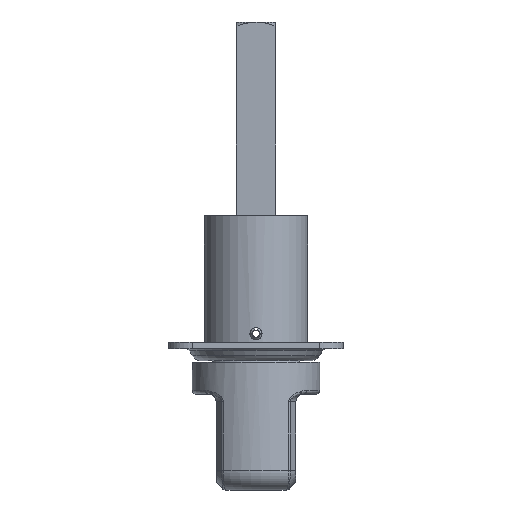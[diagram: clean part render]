
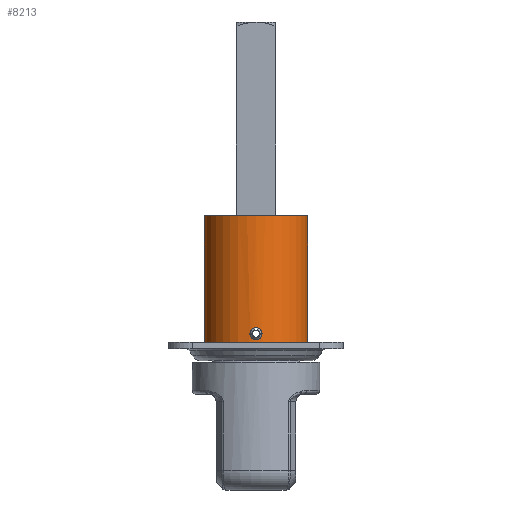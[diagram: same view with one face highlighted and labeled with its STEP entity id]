
A CAD part, front view. The second image highlights one B-rep face of the part: STEP entity #8213.
In plain terms, the highlighted cylindrical face has radius 20.574 mm (diameter 41.148 mm), a full revolution.
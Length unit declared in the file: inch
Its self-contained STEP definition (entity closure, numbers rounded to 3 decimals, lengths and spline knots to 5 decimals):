
#232=FACE_BOUND('',#1317,.T.);
#233=FACE_BOUND('',#1318,.T.);
#574=CIRCLE('',#8909,0.81);
#582=CIRCLE('',#8921,0.81);
#825=FACE_OUTER_BOUND('',#1316,.T.);
#1316=EDGE_LOOP('',(#5751,#5752,#5753,#5754));
#1317=EDGE_LOOP('',(#5755,#5756));
#1318=EDGE_LOOP('',(#5757,#5758));
#1870=LINE('',#11906,#2669);
#2669=VECTOR('',#9674,0.81);
#3435=B_SPLINE_CURVE_WITH_KNOTS('',3,(#11685,#11686,#11687,#11688,#11689,
#11690,#11691,#11692,#11693,#11694,#11695,#11696,#11697,#11698,#11699,#11700,
#11701,#11702),.UNSPECIFIED.,.F.,.F.,(4,2,2,2,2,2,2,2,4),(0.,0.09074,
0.18149,0.27223,0.36298,0.45372,
0.54447,0.63521,0.72596),.UNSPECIFIED.);
#3436=B_SPLINE_CURVE_WITH_KNOTS('',3,(#11703,#11704,#11705,#11706,#11707,
#11708,#11709,#11710,#11711,#11712,#11713,#11714,#11715,#11716,#11717,#11718,
#11719,#11720),.UNSPECIFIED.,.F.,.F.,(4,2,2,2,2,2,2,2,4),(0.72596,
0.8167,0.90745,0.99819,1.08893,
1.17968,1.27042,1.36117,1.45191),
 .UNSPECIFIED.);
#3437=B_SPLINE_CURVE_WITH_KNOTS('',3,(#11724,#11725,#11726,#11727,#11728,
#11729,#11730,#11731,#11732,#11733,#11734,#11735,#11736,#11737,#11738,#11739,
#11740,#11741),.UNSPECIFIED.,.F.,.F.,(4,2,2,2,2,2,2,2,4),(0.,0.09074,
0.18149,0.27223,0.36298,0.45372,
0.54447,0.63521,0.72596),.UNSPECIFIED.);
#3438=B_SPLINE_CURVE_WITH_KNOTS('',3,(#11742,#11743,#11744,#11745,#11746,
#11747,#11748,#11749,#11750,#11751,#11752,#11753,#11754,#11755,#11756,#11757,
#11758,#11759),.UNSPECIFIED.,.F.,.F.,(4,2,2,2,2,2,2,2,4),(0.72596,
0.8167,0.90745,0.99819,1.08893,
1.17968,1.27042,1.36117,1.45191),
 .UNSPECIFIED.);
#3620=VERTEX_POINT('',#11682);
#3621=VERTEX_POINT('',#11684);
#3622=VERTEX_POINT('',#11722);
#3623=VERTEX_POINT('',#11723);
#3629=VERTEX_POINT('',#11809);
#3636=VERTEX_POINT('',#11830);
#4418=EDGE_CURVE('',#3621,#3620,#3435,.T.);
#4419=EDGE_CURVE('',#3620,#3621,#3436,.T.);
#4420=EDGE_CURVE('',#3622,#3623,#3437,.T.);
#4421=EDGE_CURVE('',#3623,#3622,#3438,.T.);
#4430=EDGE_CURVE('',#3629,#3629,#574,.T.);
#4440=EDGE_CURVE('',#3636,#3636,#582,.T.);
#4477=EDGE_CURVE('',#3629,#3636,#1870,.T.);
#5751=ORIENTED_EDGE('',*,*,#4430,.T.);
#5752=ORIENTED_EDGE('',*,*,#4477,.T.);
#5753=ORIENTED_EDGE('',*,*,#4440,.F.);
#5754=ORIENTED_EDGE('',*,*,#4477,.F.);
#5755=ORIENTED_EDGE('',*,*,#4418,.T.);
#5756=ORIENTED_EDGE('',*,*,#4419,.T.);
#5757=ORIENTED_EDGE('',*,*,#4420,.T.);
#5758=ORIENTED_EDGE('',*,*,#4421,.T.);
#8121=CYLINDRICAL_SURFACE('',#8943,0.81);
#8213=ADVANCED_FACE('',(#825,#232,#233),#8121,.T.);
#8909=AXIS2_PLACEMENT_3D('',#11810,#9574,#9575);
#8921=AXIS2_PLACEMENT_3D('',#11831,#9600,#9601);
#8943=AXIS2_PLACEMENT_3D('',#11905,#9672,#9673);
#9574=DIRECTION('center_axis',(0.,0.,-1.));
#9575=DIRECTION('ref_axis',(-1.,0.,0.));
#9600=DIRECTION('center_axis',(0.,0.,-1.));
#9601=DIRECTION('ref_axis',(-1.,0.,0.));
#9672=DIRECTION('center_axis',(0.,0.,1.));
#9673=DIRECTION('ref_axis',(-1.,0.,0.));
#9674=DIRECTION('',(0.,0.,-1.));
#11682=CARTESIAN_POINT('',(-0.09475,-0.80444,0.31));
#11684=CARTESIAN_POINT('',(0.09475,-0.80444,0.31));
#11685=CARTESIAN_POINT('Ctrl Pts',(0.09475,-0.80444,0.31));
#11686=CARTESIAN_POINT('Ctrl Pts',(0.09475,-0.80444,0.29809));
#11687=CARTESIAN_POINT('Ctrl Pts',(0.09237,-0.80473,
0.2854));
#11688=CARTESIAN_POINT('Ctrl Pts',(0.08269,-0.80578,
0.26206));
#11689=CARTESIAN_POINT('Ctrl Pts',(0.0754,-0.80653,
0.25141));
#11690=CARTESIAN_POINT('Ctrl Pts',(0.05859,-0.80792,
0.2346));
#11691=CARTESIAN_POINT('Ctrl Pts',(0.04795,-0.80866,
0.22731));
#11692=CARTESIAN_POINT('Ctrl Pts',(0.0246,-0.80971,
0.21763));
#11693=CARTESIAN_POINT('Ctrl Pts',(0.01191,-0.81,0.21525));
#11694=CARTESIAN_POINT('Ctrl Pts',(-0.01191,-0.81,0.21525));
#11695=CARTESIAN_POINT('Ctrl Pts',(-0.0246,-0.80971,
0.21763));
#11696=CARTESIAN_POINT('Ctrl Pts',(-0.04795,-0.80866,
0.22731));
#11697=CARTESIAN_POINT('Ctrl Pts',(-0.05859,-0.80792,
0.2346));
#11698=CARTESIAN_POINT('Ctrl Pts',(-0.0754,-0.80653,
0.25141));
#11699=CARTESIAN_POINT('Ctrl Pts',(-0.08269,-0.80578,
0.26206));
#11700=CARTESIAN_POINT('Ctrl Pts',(-0.09237,-0.80473,
0.2854));
#11701=CARTESIAN_POINT('Ctrl Pts',(-0.09475,-0.80444,0.29809));
#11702=CARTESIAN_POINT('Ctrl Pts',(-0.09475,-0.80444,0.31));
#11703=CARTESIAN_POINT('Ctrl Pts',(-0.09475,-0.80444,0.31));
#11704=CARTESIAN_POINT('Ctrl Pts',(-0.09475,-0.80444,0.32191));
#11705=CARTESIAN_POINT('Ctrl Pts',(-0.09237,-0.80473,
0.3346));
#11706=CARTESIAN_POINT('Ctrl Pts',(-0.08269,-0.80578,
0.35794));
#11707=CARTESIAN_POINT('Ctrl Pts',(-0.0754,-0.80653,
0.36859));
#11708=CARTESIAN_POINT('Ctrl Pts',(-0.05859,-0.80792,
0.3854));
#11709=CARTESIAN_POINT('Ctrl Pts',(-0.04795,-0.80866,
0.39269));
#11710=CARTESIAN_POINT('Ctrl Pts',(-0.0246,-0.80971,
0.40237));
#11711=CARTESIAN_POINT('Ctrl Pts',(-0.01191,-0.81,0.40475));
#11712=CARTESIAN_POINT('Ctrl Pts',(0.01191,-0.81,0.40475));
#11713=CARTESIAN_POINT('Ctrl Pts',(0.0246,-0.80971,
0.40237));
#11714=CARTESIAN_POINT('Ctrl Pts',(0.04795,-0.80866,
0.39269));
#11715=CARTESIAN_POINT('Ctrl Pts',(0.05859,-0.80792,
0.3854));
#11716=CARTESIAN_POINT('Ctrl Pts',(0.0754,-0.80653,
0.36859));
#11717=CARTESIAN_POINT('Ctrl Pts',(0.08269,-0.80578,
0.35794));
#11718=CARTESIAN_POINT('Ctrl Pts',(0.09237,-0.80473,
0.3346));
#11719=CARTESIAN_POINT('Ctrl Pts',(0.09475,-0.80444,0.32191));
#11720=CARTESIAN_POINT('Ctrl Pts',(0.09475,-0.80444,0.31));
#11722=CARTESIAN_POINT('',(0.09475,0.80444,0.31));
#11723=CARTESIAN_POINT('',(-0.09475,0.80444,0.31));
#11724=CARTESIAN_POINT('Ctrl Pts',(0.09475,0.80444,0.31));
#11725=CARTESIAN_POINT('Ctrl Pts',(0.09475,0.80444,0.32191));
#11726=CARTESIAN_POINT('Ctrl Pts',(0.09237,0.80473,
0.3346));
#11727=CARTESIAN_POINT('Ctrl Pts',(0.08269,0.80578,
0.35794));
#11728=CARTESIAN_POINT('Ctrl Pts',(0.0754,0.80653,
0.36859));
#11729=CARTESIAN_POINT('Ctrl Pts',(0.05859,0.80792,
0.3854));
#11730=CARTESIAN_POINT('Ctrl Pts',(0.04795,0.80866,
0.39269));
#11731=CARTESIAN_POINT('Ctrl Pts',(0.0246,0.80971,
0.40237));
#11732=CARTESIAN_POINT('Ctrl Pts',(0.01191,0.81,0.40475));
#11733=CARTESIAN_POINT('Ctrl Pts',(-0.01191,0.81,0.40475));
#11734=CARTESIAN_POINT('Ctrl Pts',(-0.0246,0.80971,
0.40237));
#11735=CARTESIAN_POINT('Ctrl Pts',(-0.04795,0.80866,
0.39269));
#11736=CARTESIAN_POINT('Ctrl Pts',(-0.05859,0.80792,
0.3854));
#11737=CARTESIAN_POINT('Ctrl Pts',(-0.0754,0.80653,
0.36859));
#11738=CARTESIAN_POINT('Ctrl Pts',(-0.08269,0.80578,
0.35794));
#11739=CARTESIAN_POINT('Ctrl Pts',(-0.09237,0.80473,
0.3346));
#11740=CARTESIAN_POINT('Ctrl Pts',(-0.09475,0.80444,0.32191));
#11741=CARTESIAN_POINT('Ctrl Pts',(-0.09475,0.80444,0.31));
#11742=CARTESIAN_POINT('Ctrl Pts',(-0.09475,0.80444,0.31));
#11743=CARTESIAN_POINT('Ctrl Pts',(-0.09475,0.80444,0.29809));
#11744=CARTESIAN_POINT('Ctrl Pts',(-0.09237,0.80473,
0.2854));
#11745=CARTESIAN_POINT('Ctrl Pts',(-0.08269,0.80578,
0.26206));
#11746=CARTESIAN_POINT('Ctrl Pts',(-0.0754,0.80653,
0.25141));
#11747=CARTESIAN_POINT('Ctrl Pts',(-0.05859,0.80792,
0.2346));
#11748=CARTESIAN_POINT('Ctrl Pts',(-0.04795,0.80866,
0.22731));
#11749=CARTESIAN_POINT('Ctrl Pts',(-0.0246,0.80971,
0.21763));
#11750=CARTESIAN_POINT('Ctrl Pts',(-0.01191,0.81,0.21525));
#11751=CARTESIAN_POINT('Ctrl Pts',(0.01191,0.81,0.21525));
#11752=CARTESIAN_POINT('Ctrl Pts',(0.0246,0.80971,
0.21763));
#11753=CARTESIAN_POINT('Ctrl Pts',(0.04795,0.80866,
0.22731));
#11754=CARTESIAN_POINT('Ctrl Pts',(0.05859,0.80792,
0.2346));
#11755=CARTESIAN_POINT('Ctrl Pts',(0.0754,0.80653,
0.25141));
#11756=CARTESIAN_POINT('Ctrl Pts',(0.08269,0.80578,
0.26206));
#11757=CARTESIAN_POINT('Ctrl Pts',(0.09237,0.80473,
0.2854));
#11758=CARTESIAN_POINT('Ctrl Pts',(0.09475,0.80444,0.29809));
#11759=CARTESIAN_POINT('Ctrl Pts',(0.09475,0.80444,0.31));
#11809=CARTESIAN_POINT('',(0.81,0.,2.156));
#11810=CARTESIAN_POINT('Origin',(0.,0.,2.156));
#11830=CARTESIAN_POINT('',(0.81,0.,0.));
#11831=CARTESIAN_POINT('Origin',(0.,0.,0.));
#11905=CARTESIAN_POINT('Origin',(0.,0.,0.));
#11906=CARTESIAN_POINT('',(0.81,0.,0.));
